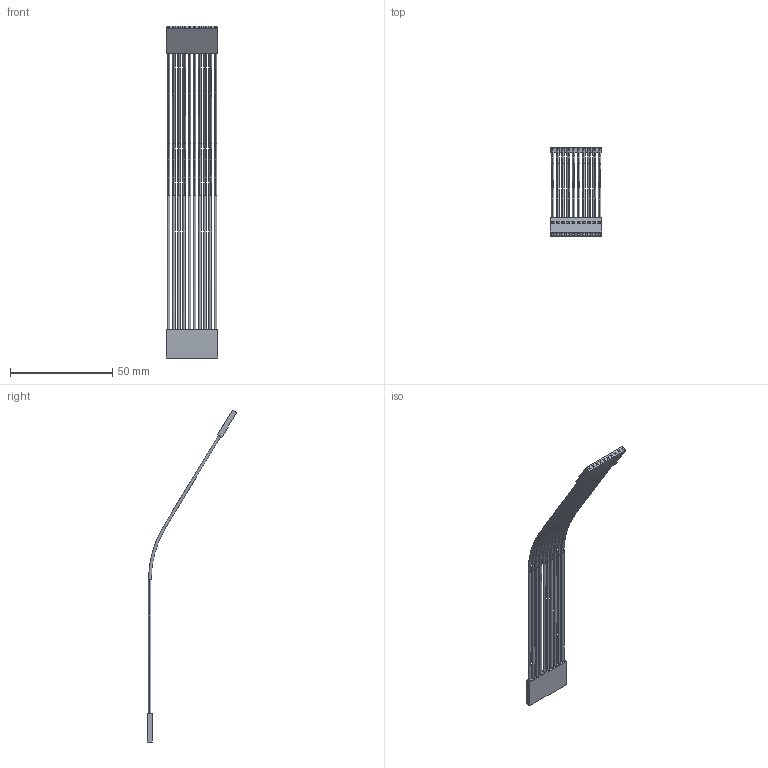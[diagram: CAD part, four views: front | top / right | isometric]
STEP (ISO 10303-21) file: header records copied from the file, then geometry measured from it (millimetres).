
FILE_DESCRIPTION (( 'STEP AP214' ), '1' );
FILE_NAME ('INGUN_115174.STEP', '2023-09-13T06:23:00', ( '' ), ( '' ), 'SwSTEP 2.0', 'SolidWorks 2021', '' );
FILE_SCHEMA (( 'AUTOMOTIVE_DESIGN' ));
Length unit declared in the file: millimetre
Products named in the file (1): INGUN_115174
Bounding box: 25.2 x 43.7 x 162.03 mm (x, y, z)
Volume: 3276.1 mm3; surface area: 9031.2 mm2
Topology: 1 solids, 1 shells, 312 faces, 1224 edges, 756 vertices
Faces by surface type: plane 252, cylinder 40, torus 20
Entity records: 15460 total; most frequent: ORIENTED_EDGE 2448, CARTESIAN_POINT 2293, DIRECTION 2130, EDGE_CURVE 1224, LINE 944, VECTOR 944, VERTEX_POINT 756, AXIS2_PLACEMENT_3D 593
